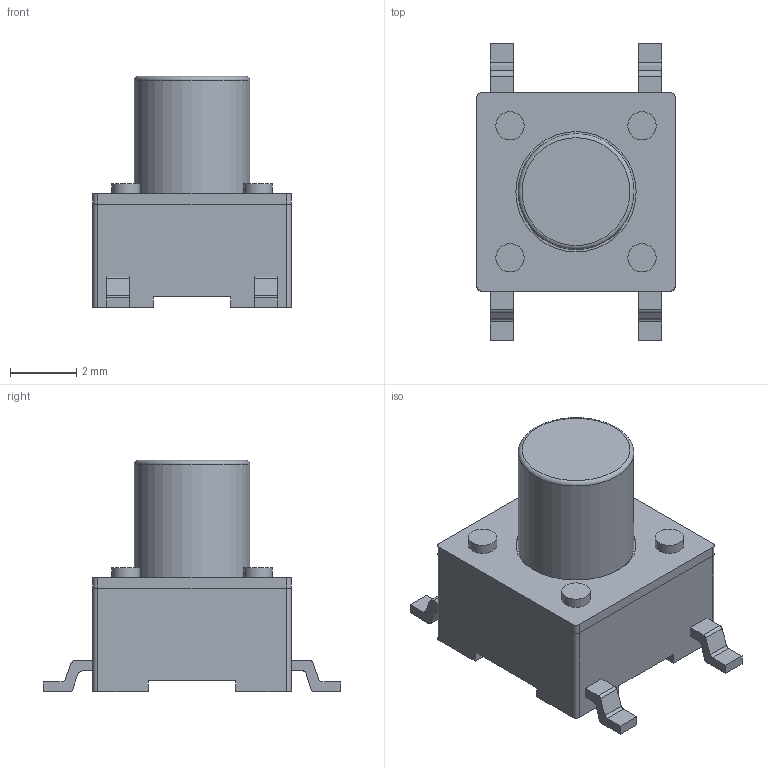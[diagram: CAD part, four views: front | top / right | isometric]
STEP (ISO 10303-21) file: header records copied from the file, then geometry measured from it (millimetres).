
FILE_DESCRIPTION(/* description */ ('Unknown'),/* implementation_level */ '2;1');
FILE_NAME(/* name */ 'COM-12992',/* time_stamp */ '2023-01-20T10:15:13+02:00',/* author */ ('Unknown'),/* organization */ ('Unknown'),/* preprocessor_version */ 'ST-DEVELOPER v18.1',/* originating_system */ 'Solid Edge',/* authorisation */ 'Unknown');
FILE_SCHEMA (('AUTOMOTIVE_DESIGN {1 0 10303 214 3 1 1}'));
Length unit declared in the file: millimetre
Products named in the file (1): COM-12992
Bounding box: 6 x 9 x 7 mm (x, y, z)
Volume: 152.7 mm3; surface area: 213.9 mm2
Topology: 1 solids, 1 shells, 95 faces, 241 edges, 158 vertices
Faces by surface type: plane 64, cylinder 30, torus 1
Full cylindrical faces by diameter (mm): 0.856 x4, 3.5 x1, 3.64 x1
Entity records: 3493 total; most frequent: CARTESIAN_POINT 486, DIRECTION 482, ORIENTED_EDGE 466, EDGE_CURVE 233, LINE 176, VECTOR 176, VERTEX_POINT 157, AXIS2_PLACEMENT_3D 153
